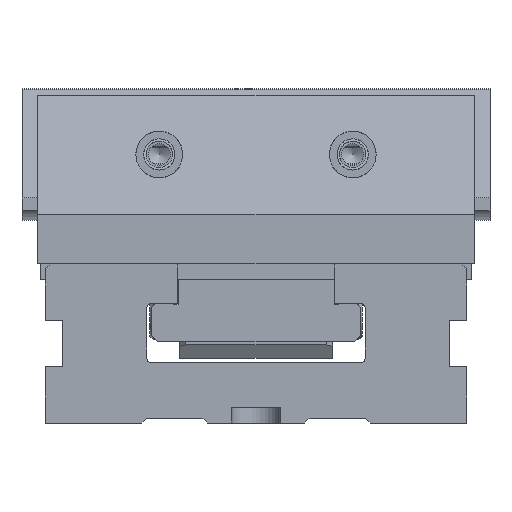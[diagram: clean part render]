
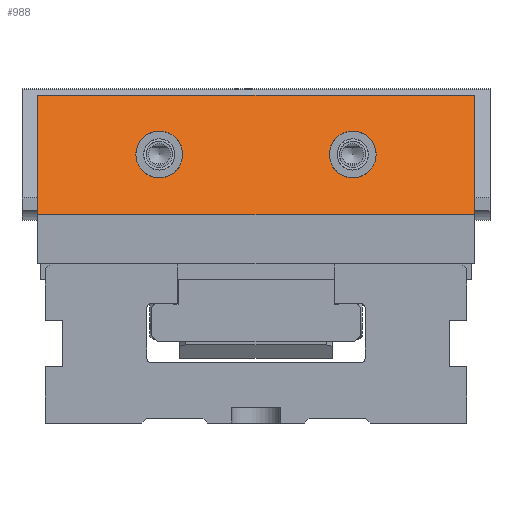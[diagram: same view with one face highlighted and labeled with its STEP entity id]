
A CAD part, left-side view. The second image highlights one B-rep face of the part: STEP entity #988.
In plain terms, the highlighted planar face has unit normal (-0.924, 0, 0.383).
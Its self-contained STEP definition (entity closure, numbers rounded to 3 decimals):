
#98=ELLIPSE('',#7663,8.118,7.5);
#99=ELLIPSE('',#7669,8.118,7.5);
#454=FACE_BOUND('',#2022,.T.);
#455=FACE_BOUND('',#2023,.T.);
#456=FACE_BOUND('',#2024,.T.);
#988=ADVANCED_FACE('',(#454,#455,#456),#1371,.F.);
#1371=PLANE('',#7671);
#2022=EDGE_LOOP('',(#2814,#2815,#2816,#2817));
#2023=EDGE_LOOP('',(#2818));
#2024=EDGE_LOOP('',(#2819));
#2814=ORIENTED_EDGE('',*,*,#5300,.F.);
#2815=ORIENTED_EDGE('',*,*,#5290,.F.);
#2816=ORIENTED_EDGE('',*,*,#5313,.F.);
#2817=ORIENTED_EDGE('',*,*,#5319,.F.);
#2818=ORIENTED_EDGE('',*,*,#5338,.T.);
#2819=ORIENTED_EDGE('',*,*,#5341,.F.);
#4549=VERTEX_POINT('',#10780);
#4550=VERTEX_POINT('',#10782);
#4559=VERTEX_POINT('',#10802);
#4568=VERTEX_POINT('',#10824);
#4583=VERTEX_POINT('',#10876);
#4586=VERTEX_POINT('',#10885);
#5290=EDGE_CURVE('',#4549,#4550,#6200,.T.);
#5300=EDGE_CURVE('',#4550,#4559,#6209,.T.);
#5313=EDGE_CURVE('',#4568,#4549,#6221,.T.);
#5319=EDGE_CURVE('',#4559,#4568,#6227,.T.);
#5338=EDGE_CURVE('',#4583,#4583,#98,.T.);
#5341=EDGE_CURVE('',#4586,#4586,#99,.T.);
#6200=LINE('',#10781,#6893);
#6209=LINE('',#10801,#6902);
#6221=LINE('',#10825,#6914);
#6227=LINE('',#10836,#6920);
#6893=VECTOR('',#8497,1.);
#6902=VECTOR('',#8510,1.);
#6914=VECTOR('',#8526,1.);
#6920=VECTOR('',#8536,1.);
#7663=AXIS2_PLACEMENT_3D('',#10875,#8583,#8584);
#7669=AXIS2_PLACEMENT_3D('',#10884,#8595,#8596);
#7671=AXIS2_PLACEMENT_3D('',#10887,#8599,#8600);
#8497=DIRECTION('',(0.,-1.,0.));
#8510=DIRECTION('',(-0.383,0.,-0.924));
#8526=DIRECTION('',(0.383,0.,0.924));
#8536=DIRECTION('',(0.,1.,0.));
#8583=DIRECTION('',(0.924,0.,-0.383));
#8584=DIRECTION('',(0.383,0.,0.924));
#8595=DIRECTION('',(-0.924,0.,0.383));
#8596=DIRECTION('',(0.383,0.,0.924));
#8599=DIRECTION('',(0.924,0.,-0.383));
#8600=DIRECTION('',(-0.383,0.,-0.924));
#10780=CARTESIAN_POINT('',(15.823,137.5,105.4));
#10781=CARTESIAN_POINT('',(15.823,67.5,105.4));
#10782=CARTESIAN_POINT('',(15.823,-2.5,105.4));
#10801=CARTESIAN_POINT('',(8.439,-2.5,87.573));
#10802=CARTESIAN_POINT('',(0.,-2.5,67.2));
#10824=CARTESIAN_POINT('',(0.,137.5,67.2));
#10825=CARTESIAN_POINT('',(8.439,137.5,87.573));
#10836=CARTESIAN_POINT('',(0.,67.5,67.2));
#10875=CARTESIAN_POINT('',(7.994,36.5,86.5));
#10876=CARTESIAN_POINT('',(11.101,36.5,94.));
#10884=CARTESIAN_POINT('',(7.994,98.5,86.5));
#10885=CARTESIAN_POINT('',(11.101,98.5,94.));
#10887=CARTESIAN_POINT('',(0.,67.5,67.2));
